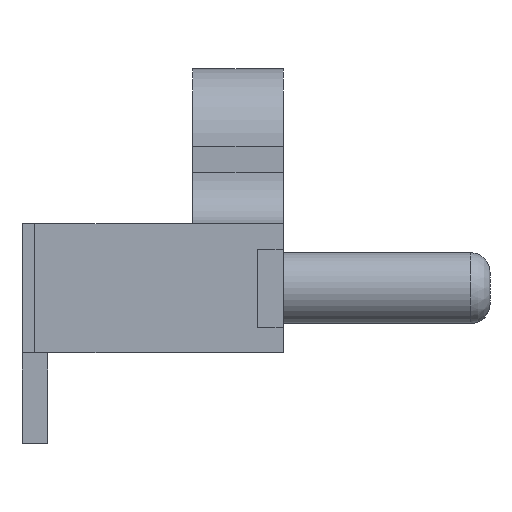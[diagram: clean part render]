
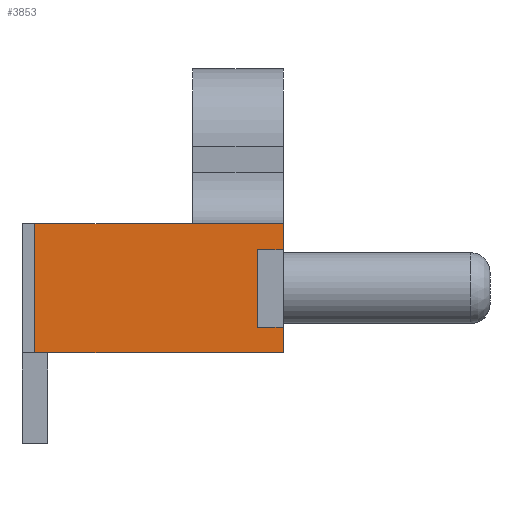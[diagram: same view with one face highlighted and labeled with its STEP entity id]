
A CAD part, left-side view. The second image highlights one B-rep face of the part: STEP entity #3853.
In plain terms, the highlighted planar face has unit normal (-1, 0, 0).
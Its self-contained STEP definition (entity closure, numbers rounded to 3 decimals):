
#152=PLANE('',#4123);
#445=FACE_OUTER_BOUND('',#679,.T.);
#679=EDGE_LOOP('',(#3149,#3150,#3151,#3152,#3153,#3154,#3155,#3156));
#1042=LINE('',#5846,#1520);
#1046=LINE('',#5853,#1524);
#1047=LINE('',#5855,#1525);
#1048=LINE('',#5858,#1526);
#1049=LINE('',#5860,#1527);
#1050=LINE('',#5862,#1528);
#1051=LINE('',#5864,#1529);
#1052=LINE('',#5865,#1530);
#1520=VECTOR('',#4767,10.);
#1524=VECTOR('',#4773,10.);
#1525=VECTOR('',#4776,10.);
#1526=VECTOR('',#4779,10.);
#1527=VECTOR('',#4780,10.);
#1528=VECTOR('',#4781,10.);
#1529=VECTOR('',#4782,10.);
#1530=VECTOR('',#4783,10.);
#1993=VERTEX_POINT('',#5843);
#1994=VERTEX_POINT('',#5845);
#1995=VERTEX_POINT('',#5849);
#1996=VERTEX_POINT('',#5851);
#1997=VERTEX_POINT('',#5857);
#1998=VERTEX_POINT('',#5859);
#1999=VERTEX_POINT('',#5861);
#2000=VERTEX_POINT('',#5863);
#2422=EDGE_CURVE('',#1994,#1993,#1042,.T.);
#2426=EDGE_CURVE('',#1995,#1996,#1046,.T.);
#2427=EDGE_CURVE('',#1996,#1994,#1047,.T.);
#2428=EDGE_CURVE('',#1993,#1997,#1048,.T.);
#2429=EDGE_CURVE('',#1998,#1997,#1049,.T.);
#2430=EDGE_CURVE('',#1999,#1998,#1050,.T.);
#2431=EDGE_CURVE('',#2000,#1999,#1051,.T.);
#2432=EDGE_CURVE('',#2000,#1995,#1052,.T.);
#3149=ORIENTED_EDGE('',*,*,#2426,.T.);
#3150=ORIENTED_EDGE('',*,*,#2427,.T.);
#3151=ORIENTED_EDGE('',*,*,#2422,.T.);
#3152=ORIENTED_EDGE('',*,*,#2428,.T.);
#3153=ORIENTED_EDGE('',*,*,#2429,.F.);
#3154=ORIENTED_EDGE('',*,*,#2430,.F.);
#3155=ORIENTED_EDGE('',*,*,#2431,.F.);
#3156=ORIENTED_EDGE('',*,*,#2432,.T.);
#3853=ADVANCED_FACE('',(#445),#152,.T.);
#4123=AXIS2_PLACEMENT_3D('',#5856,#4777,#4778);
#4767=DIRECTION('',(0.,-1.,0.));
#4773=DIRECTION('',(0.,1.,0.));
#4776=DIRECTION('',(0.,0.,1.));
#4777=DIRECTION('center_axis',(-1.,0.,0.));
#4778=DIRECTION('ref_axis',(0.,-1.,0.));
#4779=DIRECTION('',(0.,0.,1.));
#4780=DIRECTION('',(0.,-1.,0.));
#4781=DIRECTION('',(0.,0.,1.));
#4782=DIRECTION('',(0.,1.,0.));
#4783=DIRECTION('',(0.,0.,1.));
#5843=CARTESIAN_POINT('',(-9.126,-4.341,4.));
#5845=CARTESIAN_POINT('',(-9.126,-3.341,4.));
#5846=CARTESIAN_POINT('',(-9.126,0.463,4.));
#5849=CARTESIAN_POINT('',(-9.126,-4.341,1.));
#5851=CARTESIAN_POINT('',(-9.126,-3.341,1.));
#5853=CARTESIAN_POINT('',(-9.126,0.463,1.));
#5855=CARTESIAN_POINT('',(-9.126,-3.341,2.75));
#5856=CARTESIAN_POINT('Origin',(-9.126,5.267,0.));
#5857=CARTESIAN_POINT('',(-9.126,-4.341,5.));
#5858=CARTESIAN_POINT('',(-9.126,-4.341,0.));
#5859=CARTESIAN_POINT('',(-9.126,5.267,5.));
#5860=CARTESIAN_POINT('',(-9.126,-4.341,5.));
#5861=CARTESIAN_POINT('',(-9.126,5.267,0.));
#5862=CARTESIAN_POINT('',(-9.126,5.267,0.));
#5863=CARTESIAN_POINT('',(-9.126,-4.341,0.));
#5864=CARTESIAN_POINT('',(-9.126,-4.341,0.));
#5865=CARTESIAN_POINT('',(-9.126,-4.341,0.));
